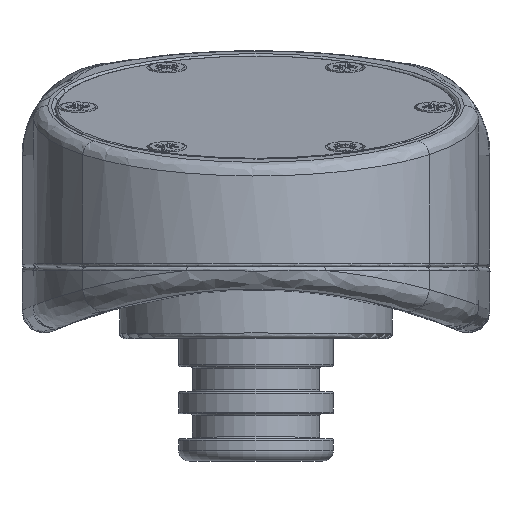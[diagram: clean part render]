
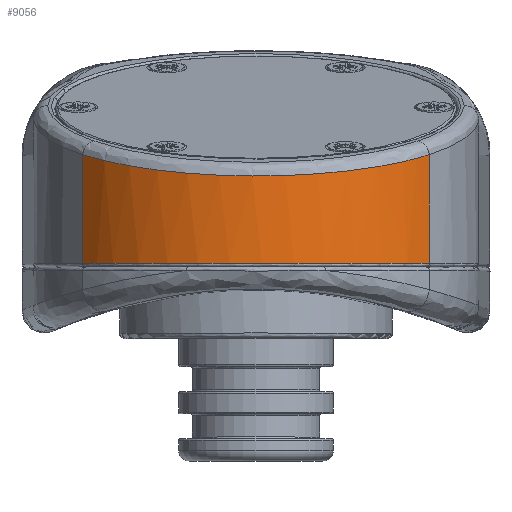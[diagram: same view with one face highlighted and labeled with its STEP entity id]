
A CAD part, top view. The second image highlights one B-rep face of the part: STEP entity #9056.
In plain terms, the highlighted free-form (B-spline) face has degree [1, 2] with [2, 5] control points.
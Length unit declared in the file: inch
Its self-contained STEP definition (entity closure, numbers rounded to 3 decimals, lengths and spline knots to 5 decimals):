
#15=(
BOUNDED_SURFACE()
B_SPLINE_SURFACE(1,2,((#15775,#15776,#15777,#15778,#15779),(#15780,#15781,
#15782,#15783,#15784)),.UNSPECIFIED.,.F.,.F.,.F.)
B_SPLINE_SURFACE_WITH_KNOTS((2,2),(3,2,3),(0.40155,0.8732),
(-4.03323,-3.14159,-2.24996),.UNSPECIFIED.)
GEOMETRIC_REPRESENTATION_ITEM()
RATIONAL_B_SPLINE_SURFACE(((1.,0.902,1.,0.902,1.),
(1.,0.902,1.,0.902,1.)))
REPRESENTATION_ITEM('')
SURFACE()
);
#615=LINE('',#15764,#935);
#616=LINE('',#15786,#936);
#935=VECTOR('',#11313,0.3937);
#936=VECTOR('',#11314,0.3937);
#1342=B_SPLINE_CURVE_WITH_KNOTS('',3,(#15314,#15315,#15316,#15317,#15318,
#15319,#15320),.UNSPECIFIED.,.F.,.F.,(4,1,1,1,4),(-5.38315,-3.84511,
-2.30707,-0.76902,0.),.UNSPECIFIED.);
#1369=B_SPLINE_CURVE_WITH_KNOTS('',3,(#15787,#15788,#15789,#15790,#15791,
#15792,#15793),.UNSPECIFIED.,.F.,.F.,(4,1,1,1,4),(0.,1.60427,3.20853,
4.01067,5.61493),.UNSPECIFIED.);
#2380=FACE_OUTER_BOUND('',#2910,.T.);
#2910=EDGE_LOOP('',(#7090,#7091,#7092,#7093));
#4074=VERTEX_POINT('',#15233);
#4077=VERTEX_POINT('',#15313);
#4099=VERTEX_POINT('',#15763);
#4101=VERTEX_POINT('',#15785);
#5139=EDGE_CURVE('',#4074,#4077,#1342,.T.);
#5173=EDGE_CURVE('',#4077,#4099,#615,.T.);
#5176=EDGE_CURVE('',#4074,#4101,#616,.T.);
#5177=EDGE_CURVE('',#4099,#4101,#1369,.T.);
#7090=ORIENTED_EDGE('',*,*,#5139,.F.);
#7091=ORIENTED_EDGE('',*,*,#5176,.T.);
#7092=ORIENTED_EDGE('',*,*,#5177,.F.);
#7093=ORIENTED_EDGE('',*,*,#5173,.F.);
#9056=ADVANCED_FACE('',(#2380),#15,.F.);
#11313=DIRECTION('',(0.,-1.,0.));
#11314=DIRECTION('',(0.,-1.,0.));
#15233=CARTESIAN_POINT('',(-2.47262,0.75536,-1.02776));
#15313=CARTESIAN_POINT('',(-0.52738,0.75536,-1.02776));
#15314=CARTESIAN_POINT('Ctrl Pts',(-2.47262,0.75536,
-1.02776));
#15315=CARTESIAN_POINT('Ctrl Pts',(-2.34314,0.71363,
-0.86171));
#15316=CARTESIAN_POINT('Ctrl Pts',(-1.9975,0.64542,
-0.5896));
#15317=CARTESIAN_POINT('Ctrl Pts',(-1.32939,0.62249,
-0.49781));
#15318=CARTESIAN_POINT('Ctrl Pts',(-0.81723,0.67757,
-0.71801));
#15319=CARTESIAN_POINT('Ctrl Pts',(-0.59212,0.7345,
-0.94474));
#15320=CARTESIAN_POINT('Ctrl Pts',(-0.52738,0.75536,
-1.02776));
#15763=CARTESIAN_POINT('',(-0.52738,0.145,-1.02776));
#15764=CARTESIAN_POINT('',(-0.52738,1.275,-1.02776));
#15775=CARTESIAN_POINT('Ctrl Pts',(-0.52738,0.75536,
-1.02776));
#15776=CARTESIAN_POINT('Ctrl Pts',(-0.90262,0.75536,
-0.54654));
#15777=CARTESIAN_POINT('Ctrl Pts',(-1.5,0.75536,
-0.54654));
#15778=CARTESIAN_POINT('Ctrl Pts',(-2.09738,0.75536,-0.54654));
#15779=CARTESIAN_POINT('Ctrl Pts',(-2.47262,0.75536,-1.02776));
#15780=CARTESIAN_POINT('Ctrl Pts',(-0.52738,0.145,
-1.02776));
#15781=CARTESIAN_POINT('Ctrl Pts',(-0.90262,0.145,
-0.54654));
#15782=CARTESIAN_POINT('Ctrl Pts',(-1.5,0.145,
-0.54654));
#15783=CARTESIAN_POINT('Ctrl Pts',(-2.09738,0.145,-0.54654));
#15784=CARTESIAN_POINT('Ctrl Pts',(-2.47262,0.145,-1.02776));
#15785=CARTESIAN_POINT('',(-2.47262,0.145,-1.02776));
#15786=CARTESIAN_POINT('',(-2.47262,1.275,-1.02776));
#15787=CARTESIAN_POINT('Ctrl Pts',(-0.52738,0.145,
-1.02776));
#15788=CARTESIAN_POINT('Ctrl Pts',(-0.65888,0.145,
-0.85912));
#15789=CARTESIAN_POINT('Ctrl Pts',(-1.00849,0.145,
-0.58785));
#15790=CARTESIAN_POINT('Ctrl Pts',(-1.55771,0.145,
-0.51419));
#15791=CARTESIAN_POINT('Ctrl Pts',(-2.07897,0.145,
-0.65659));
#15792=CARTESIAN_POINT('Ctrl Pts',(-2.34112,0.145,
-0.85912));
#15793=CARTESIAN_POINT('Ctrl Pts',(-2.47262,0.145,-1.02776));
